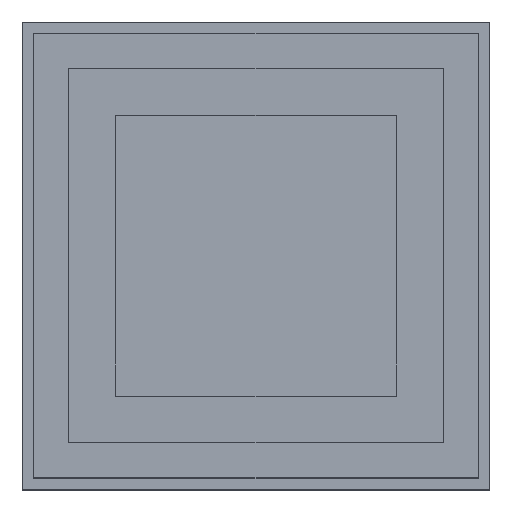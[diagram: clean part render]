
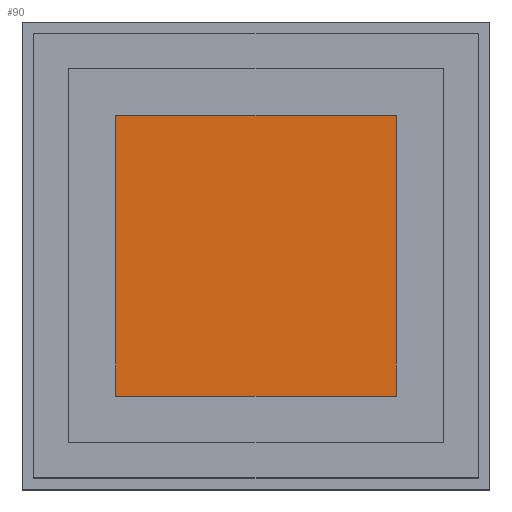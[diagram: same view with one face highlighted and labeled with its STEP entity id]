
A CAD part, top view. The second image highlights one B-rep face of the part: STEP entity #90.
In plain terms, the highlighted planar face has unit normal (0, 0, 1).
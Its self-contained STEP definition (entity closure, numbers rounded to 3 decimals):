
#90 = ADVANCED_FACE( '', ( #212 ), #213, .T. );
#212 = FACE_OUTER_BOUND( '', #365, .T. );
#213 = PLANE( '', #366 );
#365 = EDGE_LOOP( '', ( #571, #572, #573, #574 ) );
#366 = AXIS2_PLACEMENT_3D( '', #575, #576, #577 );
#571 = ORIENTED_EDGE( '', *, *, #937, .T. );
#572 = ORIENTED_EDGE( '', *, *, #938, .T. );
#573 = ORIENTED_EDGE( '', *, *, #939, .T. );
#574 = ORIENTED_EDGE( '', *, *, #940, .T. );
#575 = CARTESIAN_POINT( '', ( 0., 0., 5. ) );
#576 = DIRECTION( '', ( 0., 0., 1. ) );
#577 = DIRECTION( '', ( 1., 0., 0. ) );
#937 = EDGE_CURVE( '', #1135, #1136, #1137, .T. );
#938 = EDGE_CURVE( '', #1136, #1138, #1139, .T. );
#939 = EDGE_CURVE( '', #1138, #1140, #1141, .T. );
#940 = EDGE_CURVE( '', #1140, #1135, #1142, .T. );
#1135 = VERTEX_POINT( '', #1409 );
#1136 = VERTEX_POINT( '', #1410 );
#1137 = LINE( '', #1411, #1412 );
#1138 = VERTEX_POINT( '', #1413 );
#1139 = LINE( '', #1414, #1415 );
#1140 = VERTEX_POINT( '', #1416 );
#1141 = LINE( '', #1417, #1418 );
#1142 = LINE( '', #1419, #1420 );
#1409 = CARTESIAN_POINT( '', ( 32., -32., 5. ) );
#1410 = CARTESIAN_POINT( '', ( 32., -8., 5. ) );
#1411 = CARTESIAN_POINT( '', ( 32., -32., 5. ) );
#1412 = VECTOR( '', #1640, 1000. );
#1413 = CARTESIAN_POINT( '', ( 8., -8., 5. ) );
#1414 = CARTESIAN_POINT( '', ( 32., -8., 5. ) );
#1415 = VECTOR( '', #1641, 1000. );
#1416 = CARTESIAN_POINT( '', ( 8., -32., 5. ) );
#1417 = CARTESIAN_POINT( '', ( 8., -8., 5. ) );
#1418 = VECTOR( '', #1642, 1000. );
#1419 = CARTESIAN_POINT( '', ( 8., -32., 5. ) );
#1420 = VECTOR( '', #1643, 1000. );
#1640 = DIRECTION( '', ( 0., 1., 0. ) );
#1641 = DIRECTION( '', ( -1., 0., 0. ) );
#1642 = DIRECTION( '', ( 0., -1., 0. ) );
#1643 = DIRECTION( '', ( 1., 0., 0. ) );
